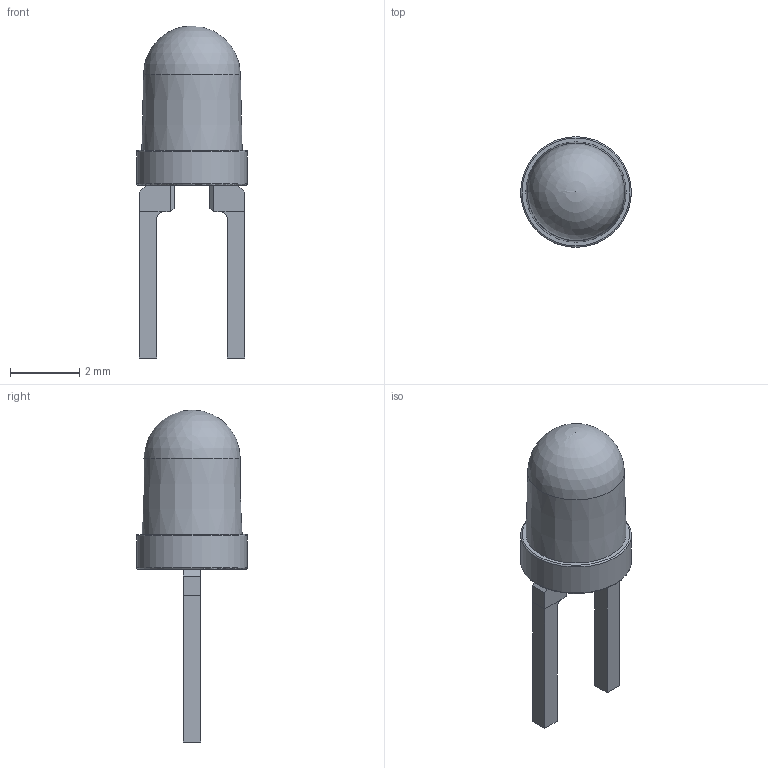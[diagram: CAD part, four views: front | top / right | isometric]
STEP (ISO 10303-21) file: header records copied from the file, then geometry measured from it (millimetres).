
FILE_DESCRIPTION(('for SolidWorks'),'2;1');
FILE_NAME( 'led-3r_yellow.step', '2016-05-12T21:40:02',('Alex'),(''),'Open CASCADE STEP processor 6.6', 'DipTrace','Unknown');
FILE_SCHEMA(('AUTOMOTIVE_DESIGN { 1 0 10303 214 1 1 1 1 }'));
Length unit declared in the file: millimetre
Products named in the file (1): LED-3R_Yellow
Bounding box: 3.2 x 3.2 x 9.6 mm (x, y, z)
Volume: 30.7 mm3; surface area: 72.7 mm2
Topology: 1 solids, 1 shells, 38 faces, 95 edges, 61 vertices
Faces by surface type: plane 30, cylinder 4, torus 2, cone 1, sphere 1
Full cylindrical faces by diameter (mm): 3.12 x1, 3.2 x1
Entity records: 1396 total; most frequent: CARTESIAN_POINT 194, DIRECTION 191, ORIENTED_EDGE 188, EDGE_CURVE 94, LINE 75, VECTOR 75, VERTEX_POINT 61, AXIS2_PLACEMENT_3D 58
